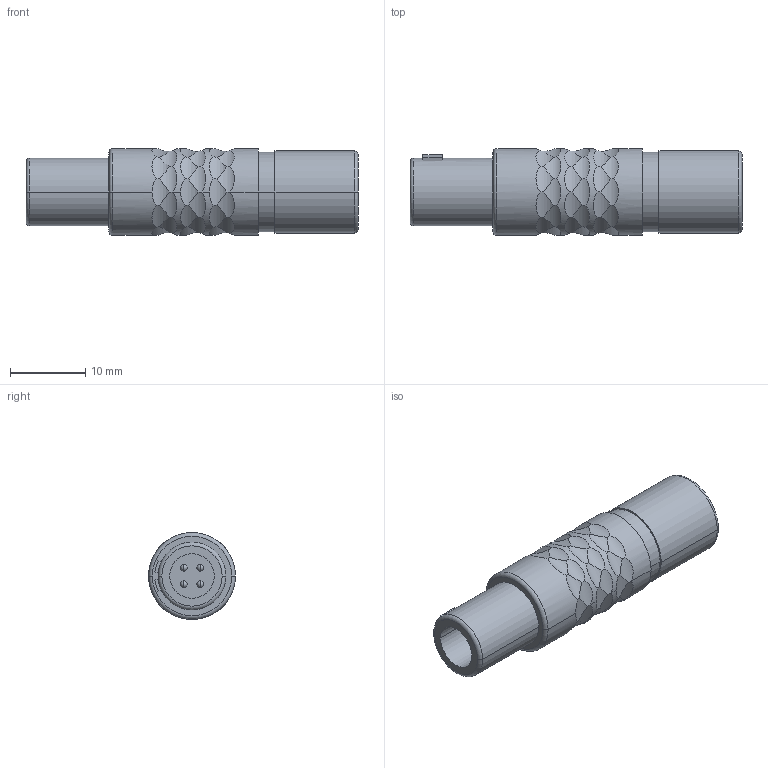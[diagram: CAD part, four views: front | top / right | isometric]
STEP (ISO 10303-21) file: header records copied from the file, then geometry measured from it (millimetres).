
FILE_DESCRIPTION((''),'2;1');
FILE_NAME('S11LAC-P04M','2022-03-30T06:13:49',('RTrager'),(''),'CREO PARAMETRIC BY PTC INC, 2020184','CREO PARAMETRIC BY PTC INC, 2020184','');
FILE_SCHEMA(('AP242_MANAGED_MODEL_BASED_3D_ENGINEERING_MIM_LF { 1 0 10303 442 1 1 4 }'));
Length unit declared in the file: millimetre
Products named in the file (1): S11LAC-P04M
Bounding box: 44 x 11.5 x 11.5 mm (x, y, z)
Volume: 3018.6 mm3; surface area: 2424.7 mm2
Topology: 1 solids, 1 shells, 169 faces, 438 edges, 280 vertices
Faces by surface type: cylinder 116, plane 30, torus 10, sphere 8, bspline 5
Entity records: 9285 total; most frequent: CARTESIAN_POINT 4301, ORIENTED_EDGE 860, DIRECTION 668, EDGE_CURVE 430, AXIS2_PLACEMENT_3D 285, VERTEX_POINT 280, B_SPLINE_CURVE_WITH_KNOTS 211, EDGE_LOOP 186
